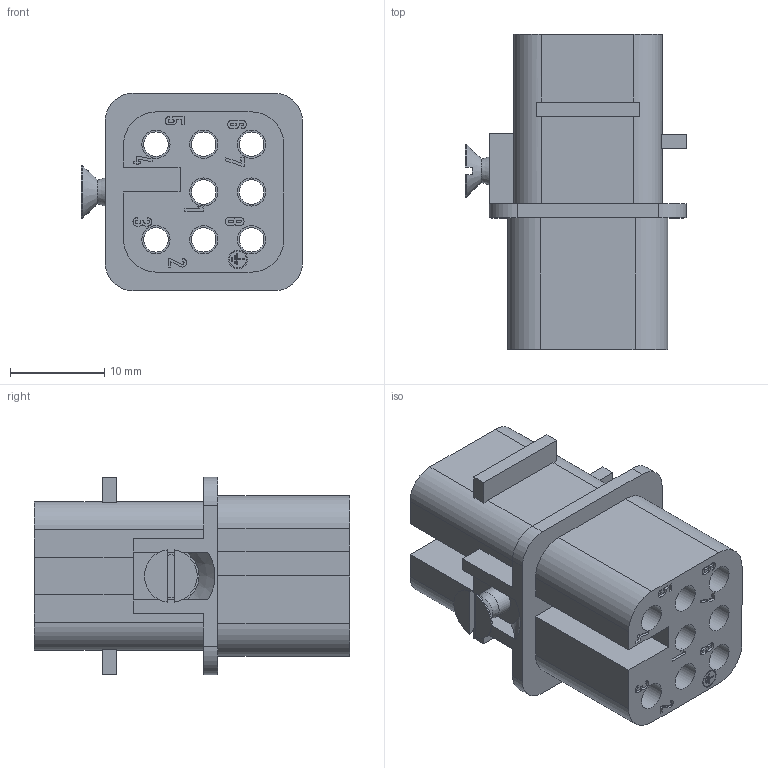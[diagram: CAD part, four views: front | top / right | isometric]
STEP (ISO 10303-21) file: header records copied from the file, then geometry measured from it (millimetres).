
FILE_DESCRIPTION(/* description */ (''),/* implementation_level */ '2;1');
FILE_NAME(/* name */ '100094948ugm000_b.stp',/* time_stamp */ '2017-09-28T17:03:11+02:00',/* author */ (''),/* organization */ (''),/* preprocessor_version */ 'ST-DEVELOPER v16',/* originating_system */ 'SIEMENS PLM Software NX 10.0',/* authorisation */ '');
FILE_SCHEMA (('AUTOMOTIVE_DESIGN { 1 0 10303 214 3 1 1 1 }'));
Length unit declared in the file: millimetre
Products named in the file (1): 100094948ugm000_b
Bounding box: 23.5 x 33.5 x 21 mm (x, y, z)
Volume: 6538.3 mm3; surface area: 6186.4 mm2
Topology: 1 solids, 1 shells, 492 faces, 1281 edges, 863 vertices
Faces by surface type: plane 371, cylinder 118, cone 3
Full cylindrical faces by diameter (mm): 0.428 x1, 0.472 x1, 1.8 x1, 2 x1, 2.025 x1, 2.6 x8, 3 x9, 3.7 x8
Entity records: 15706 total; most frequent: CARTESIAN_POINT 2674, ORIENTED_EDGE 2498, DIRECTION 2470, EDGE_CURVE 1249, LINE 972, VECTOR 972, VERTEX_POINT 854, AXIS2_PLACEMENT_3D 749
